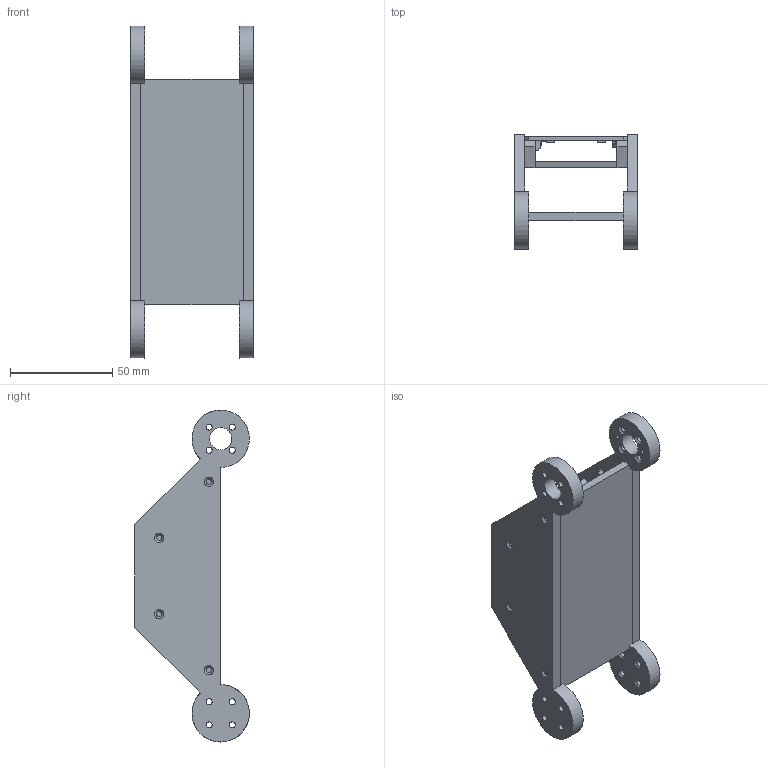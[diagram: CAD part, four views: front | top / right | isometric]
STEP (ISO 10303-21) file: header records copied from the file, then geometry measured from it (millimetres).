
FILE_DESCRIPTION(/* description */ (''),/* implementation_level */ '2;1');
FILE_NAME(/* name */ '536233af-a784-4613-8f67-c32ed51047f6.stp',/* time_stamp */ '2022-05-05T21:25:49Z',/* author */ (''),/* organization */ (''),/* preprocessor_version */ 'ST-DEVELOPER v19',/* originating_system */ 'Autodesk Translation Framework v11.7.0.108',/* authorisation */ '');
FILE_SCHEMA (('AUTOMOTIVE_DESIGN { 1 0 10303 214 3 1 1 }'));
Length unit declared in the file: millimetre
Products named in the file (17): Rosmo_v1_1; Rosmo_ESC_PCB; QFN26 4mm X 4mm; SM06B-SRSS-TB; TYPE-C-31-M-12--3DModel-STEP-56544; COMPOUND; QFN26 4mm X 4mm_1; SOLID (2); SM06B-SRSS-TB_1; SOLID; Grove Connector (flat); SOLID (1); Rosmo_ESC PCB; Side1; Support; Base; Side1(Mirror)
Assembly tree (18 placements, depth 4):
  Rosmo_v1_1
    Rosmo_ESC_PCB
      QFN26 4mm X 4mm
        SOLID (2)
      SM06B-SRSS-TB
        SOLID
      TYPE-C-31-M-12--3DModel-STEP-56544
        COMPOUND
      QFN26 4mm X 4mm_1
        SOLID (2)
      SM06B-SRSS-TB_1
        SOLID
      Grove Connector (flat)
        SOLID (1)
      Rosmo_ESC PCB
    Side1
    Support
    Base
    Side1(Mirror)
Bounding box: 60 x 56 x 162 mm (x, y, z)
Volume: 60086.3 mm3; surface area: 56756.7 mm2
Topology: 52 solids, 52 shells, 1944 faces, 5161 edges, 3376 vertices
Faces by surface type: plane 1498, cylinder 400, cone 46
Full cylindrical faces by diameter (mm): 0.5 x2, 0.65 x2, 1 x34, 1.2 x6, 1.3 x2, 1.9 x4, 2 x4, 2.2 x4, 2.5 x8, 3 x16, 3.2 x4, 11 x2, 28 x4
Entity records: 50341 total; most frequent: CARTESIAN_POINT 8668, ORIENTED_EDGE 8438, DIRECTION 8286, EDGE_CURVE 4219, LINE 3444, VECTOR 3444, VERTEX_POINT 2751, AXIS2_PLACEMENT_3D 2421
